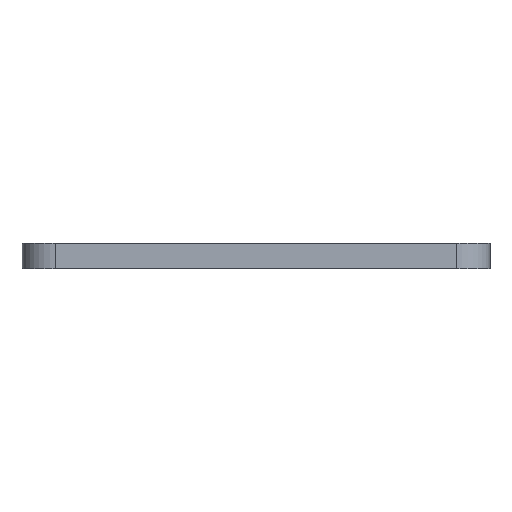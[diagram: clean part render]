
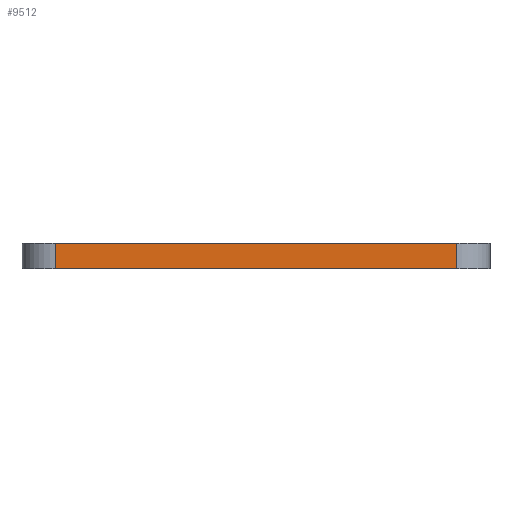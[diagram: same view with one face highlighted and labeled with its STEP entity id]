
A CAD part, front view. The second image highlights one B-rep face of the part: STEP entity #9512.
In plain terms, the highlighted planar face has unit normal (0, -1, 0).
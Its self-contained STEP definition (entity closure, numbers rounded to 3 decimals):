
#817=PLANE('',#10596);
#1220=FACE_OUTER_BOUND('',#1884,.T.);
#1884=EDGE_LOOP('',(#7119,#7120,#7121,#7122));
#3080=LINE('',#15827,#3490);
#3081=LINE('',#15830,#3491);
#3082=LINE('',#15832,#3492);
#3083=LINE('',#15833,#3493);
#3490=VECTOR('',#12621,10.);
#3491=VECTOR('',#12624,10.);
#3492=VECTOR('',#12625,10.);
#3493=VECTOR('',#12626,10.);
#4831=VERTEX_POINT('',#15823);
#4832=VERTEX_POINT('',#15825);
#4833=VERTEX_POINT('',#15829);
#4834=VERTEX_POINT('',#15831);
#5774=EDGE_CURVE('',#4831,#4832,#3080,.T.);
#5775=EDGE_CURVE('',#4833,#4831,#3081,.T.);
#5776=EDGE_CURVE('',#4834,#4832,#3082,.T.);
#5777=EDGE_CURVE('',#4833,#4834,#3083,.T.);
#7119=ORIENTED_EDGE('',*,*,#5775,.T.);
#7120=ORIENTED_EDGE('',*,*,#5774,.T.);
#7121=ORIENTED_EDGE('',*,*,#5776,.F.);
#7122=ORIENTED_EDGE('',*,*,#5777,.F.);
#9512=ADVANCED_FACE('',(#1220),#817,.T.);
#10596=AXIS2_PLACEMENT_3D('',#15828,#12622,#12623);
#12621=DIRECTION('',(0.,0.,1.));
#12622=DIRECTION('center_axis',(0.,-1.,0.));
#12623=DIRECTION('ref_axis',(1.,0.,0.));
#12624=DIRECTION('',(1.,0.,0.));
#12625=DIRECTION('',(1.,0.,0.));
#12626=DIRECTION('',(0.,0.,1.));
#15823=CARTESIAN_POINT('',(12.,-15.,0.));
#15825=CARTESIAN_POINT('',(12.,-15.,1.519));
#15827=CARTESIAN_POINT('',(12.,-15.,0.));
#15828=CARTESIAN_POINT('Origin',(-12.,-15.,0.));
#15829=CARTESIAN_POINT('',(-12.,-15.,0.));
#15830=CARTESIAN_POINT('',(-12.,-15.,0.));
#15831=CARTESIAN_POINT('',(-12.,-15.,1.519));
#15832=CARTESIAN_POINT('',(-12.,-15.,1.519));
#15833=CARTESIAN_POINT('',(-12.,-15.,0.));
